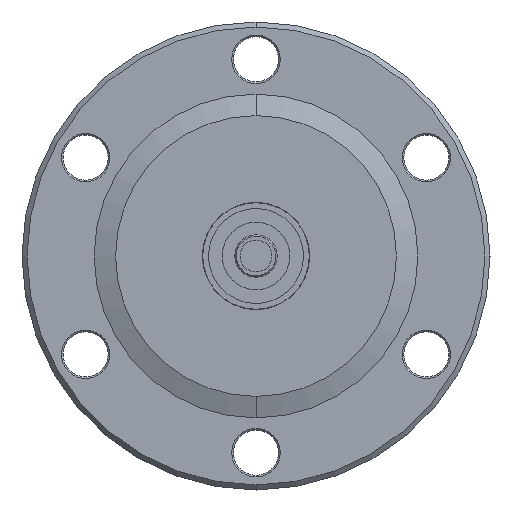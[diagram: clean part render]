
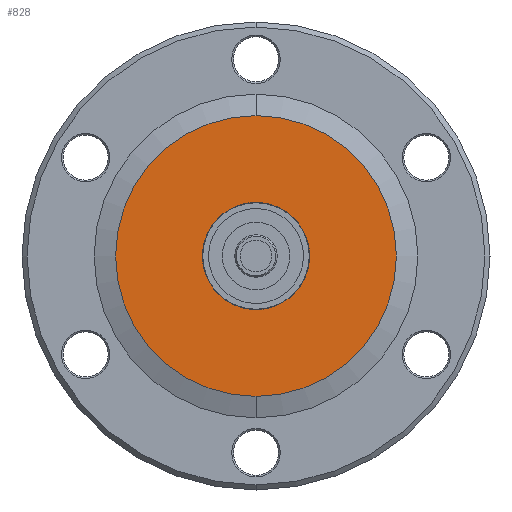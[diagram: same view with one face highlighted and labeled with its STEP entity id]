
A CAD part, front view. The second image highlights one B-rep face of the part: STEP entity #828.
In plain terms, the highlighted planar face has unit normal (0, -1, 0).
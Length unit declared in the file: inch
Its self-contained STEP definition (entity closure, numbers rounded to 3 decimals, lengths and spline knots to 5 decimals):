
#11 = DIRECTION ( 'NONE',  ( 0., -1., 0. ) ) ;
#65 = VERTEX_POINT ( 'NONE', #1326 ) ;
#131 = VERTEX_POINT ( 'NONE', #3386 ) ;
#336 = AXIS2_PLACEMENT_3D ( 'NONE', #1089, #11, #872 ) ;
#443 = CARTESIAN_POINT ( 'NONE',  ( 0., -0.525, 0.825 ) ) ;
#535 = EDGE_LOOP ( 'NONE', ( #2042, #1389 ) ) ;
#665 = DIRECTION ( 'NONE',  ( 0., 0., -1. ) ) ;
#718 = VERTEX_POINT ( 'NONE', #443 ) ;
#763 = DIRECTION ( 'NONE',  ( 0., -1., 0. ) ) ;
#769 = ORIENTED_EDGE ( 'NONE', *, *, #1563, .T. ) ;
#828 = ADVANCED_FACE ( 'NONE', ( #2734, #2684 ), #2113, .T. ) ;
#829 = AXIS2_PLACEMENT_3D ( 'NONE', #2133, #763, #2702 ) ;
#872 = DIRECTION ( 'NONE',  ( 0., 0., -1. ) ) ;
#935 = DIRECTION ( 'NONE',  ( 0., -1., 0. ) ) ;
#982 = DIRECTION ( 'NONE',  ( 0., -1., 0. ) ) ;
#1089 = CARTESIAN_POINT ( 'NONE',  ( 0., -0.525, 0. ) ) ;
#1326 = CARTESIAN_POINT ( 'NONE',  ( 0., -0.525, 0.3125 ) ) ;
#1389 = ORIENTED_EDGE ( 'NONE', *, *, #3403, .F. ) ;
#1404 = CIRCLE ( 'NONE', #1582, 0.825 ) ;
#1471 = EDGE_CURVE ( 'NONE', #131, #65, #2912, .T. ) ;
#1539 = CARTESIAN_POINT ( 'NONE',  ( 0., -0.525, 0. ) ) ;
#1563 = EDGE_CURVE ( 'NONE', #718, #1716, #2030, .T. ) ;
#1582 = AXIS2_PLACEMENT_3D ( 'NONE', #2145, #982, #2378 ) ;
#1585 = DIRECTION ( 'NONE',  ( 0., 0., -1. ) ) ;
#1716 = VERTEX_POINT ( 'NONE', #3577 ) ;
#1833 = CIRCLE ( 'NONE', #2760, 0.3125 ) ;
#1855 = DIRECTION ( 'NONE',  ( 0., -1., 0. ) ) ;
#1971 = ORIENTED_EDGE ( 'NONE', *, *, #2090, .T. ) ;
#2030 = CIRCLE ( 'NONE', #2852, 0.825 ) ;
#2042 = ORIENTED_EDGE ( 'NONE', *, *, #1471, .F. ) ;
#2090 = EDGE_CURVE ( 'NONE', #1716, #718, #1404, .T. ) ;
#2113 = PLANE ( 'NONE',  #829 ) ;
#2133 = CARTESIAN_POINT ( 'NONE',  ( 0.825, -0.525, 0. ) ) ;
#2145 = CARTESIAN_POINT ( 'NONE',  ( 0., -0.525, 0. ) ) ;
#2361 = EDGE_LOOP ( 'NONE', ( #1971, #769 ) ) ;
#2378 = DIRECTION ( 'NONE',  ( 0., 0., -1. ) ) ;
#2684 = FACE_BOUND ( 'NONE', #535, .T. ) ;
#2702 = DIRECTION ( 'NONE',  ( 0., 0., -1. ) ) ;
#2734 = FACE_OUTER_BOUND ( 'NONE', #2361, .T. ) ;
#2760 = AXIS2_PLACEMENT_3D ( 'NONE', #3243, #1855, #1585 ) ;
#2852 = AXIS2_PLACEMENT_3D ( 'NONE', #1539, #935, #665 ) ;
#2912 = CIRCLE ( 'NONE', #336, 0.3125 ) ;
#3243 = CARTESIAN_POINT ( 'NONE',  ( 0., -0.525, 0. ) ) ;
#3386 = CARTESIAN_POINT ( 'NONE',  ( 0., -0.525, -0.3125 ) ) ;
#3403 = EDGE_CURVE ( 'NONE', #65, #131, #1833, .T. ) ;
#3577 = CARTESIAN_POINT ( 'NONE',  ( 0., -0.525, -0.825 ) ) ;
